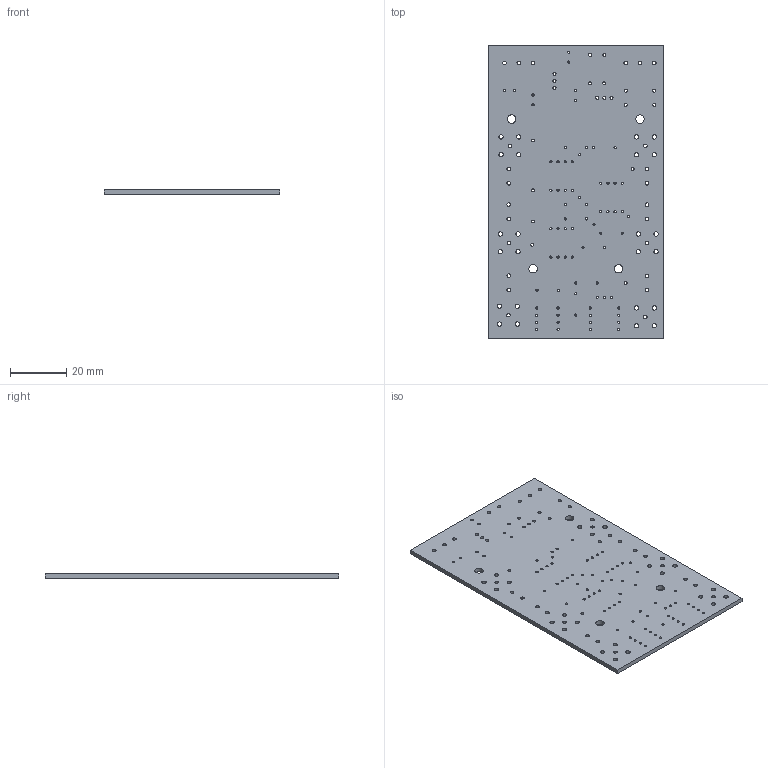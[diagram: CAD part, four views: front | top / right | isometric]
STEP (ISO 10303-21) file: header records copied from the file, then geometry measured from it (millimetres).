
FILE_DESCRIPTION(('KiCad electronic assembly'),'2;1');
FILE_NAME('CT_2.0.0.step','2023-05-20T06:55:15',('Pcbnew'),('Kicad'), 'Open CASCADE STEP processor 7.6','KiCad to STEP converter','Unknown' );
FILE_SCHEMA(('AUTOMOTIVE_DESIGN { 1 0 10303 214 1 1 1 1 }'));
Length unit declared in the file: millimetre
Products named in the file (2): CT_2.0.0 1; CT_2.0.0 PCB
Assembly tree (1 placements, depth 2):
  CT_2.0.0 1
    CT_2.0.0 PCB
Bounding box: 62.7 x 104.6 x 1.6 mm (x, y, z)
Volume: 10240.8 mm3; surface area: 14136.2 mm2
Topology: 1 solids, 1 shells, 151 faces, 447 edges, 298 vertices
Faces by surface type: cylinder 145, plane 6
Full cylindrical faces by diameter (mm): 0.762 x7, 0.8 x66, 1 x6, 1.1 x14, 1.27 x6, 1.3 x18, 1.524 x24, 3 x4
Entity records: 12539 total; most frequent: CARTESIAN_POINT 3532, DIRECTION 1647, ORIENTED_EDGE 894, PCURVE 894, DEFINITIONAL_REPRESENTATION 894, LINE 761, VECTOR 761, EDGE_CURVE 447
